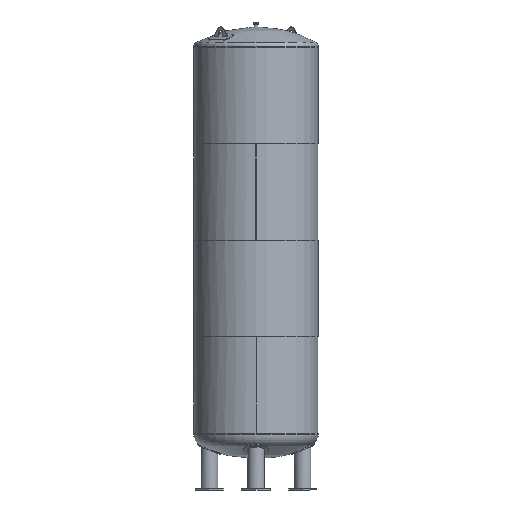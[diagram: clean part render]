
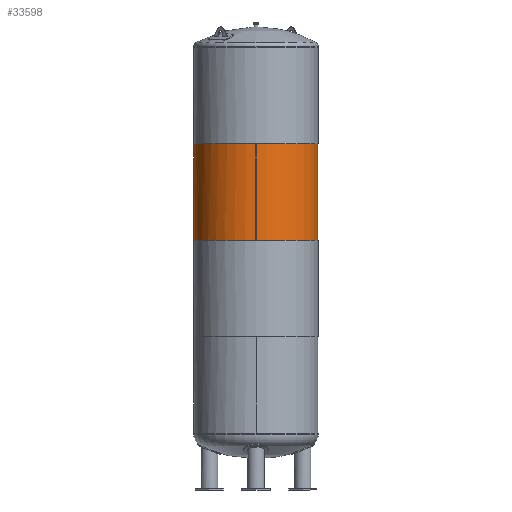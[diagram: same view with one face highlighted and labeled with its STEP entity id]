
A CAD part, front view. The second image highlights one B-rep face of the part: STEP entity #33598.
In plain terms, the highlighted cylindrical face has radius 1000 mm (diameter 2000 mm), a full revolution.
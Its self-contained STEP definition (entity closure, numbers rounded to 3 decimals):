
#1527=CARTESIAN_POINT('',(1000.,-0.01,3100.0));
#1528=VERTEX_POINT('',#1527);
#1535=CARTESIAN_POINT('',(0.01,-1000.,3100.0));
#1536=VERTEX_POINT('',#1535);
#1537=CARTESIAN_POINT('',(0.,0.,3100.0));
#1538=DIRECTION('',(0.,0.,-1.0));
#1539=DIRECTION('',(1.,0.,0.));
#1540=AXIS2_PLACEMENT_3D('',#1537,#1538,#1539);
#1541=CIRCLE('',#1540,1000.);
#1542=EDGE_CURVE('',#1528,#1536,#1541,.T.);
#1544=CARTESIAN_POINT('',(0.,-1000.0,3100.0));
#1545=VERTEX_POINT('',#1544);
#1553=CARTESIAN_POINT('',(1000.,0.,3100.0));
#1554=VERTEX_POINT('',#1553);
#1555=CARTESIAN_POINT('',(0.,0.,3100.0));
#1556=DIRECTION('',(0.,0.,-1.0));
#1557=DIRECTION('',(1.,0.,0.));
#1558=AXIS2_PLACEMENT_3D('',#1555,#1556,#1557);
#1559=CIRCLE('',#1558,1000.);
#1560=EDGE_CURVE('',#1545,#1554,#1559,.T.);
#2130=CARTESIAN_POINT('',(-762.018,647.555,4650.0));
#2131=VERTEX_POINT('',#2130);
#2132=CARTESIAN_POINT('',(-740.906,671.609,4640.));
#2133=VERTEX_POINT('',#2132);
#2134=CARTESIAN_POINT('',(-762.018,647.555,4650.));
#2135=CARTESIAN_POINT('',(-761.873,647.726,4649.845));
#2136=CARTESIAN_POINT('',(-761.728,647.897,4649.692));
#2137=CARTESIAN_POINT('',(-759.592,650.407,4647.482));
#2138=CARTESIAN_POINT('',(-757.431,652.924,4645.7));
#2139=CARTESIAN_POINT('',(-752.896,658.148,4642.839));
#2140=CARTESIAN_POINT('',(-750.518,660.86,4641.757));
#2141=CARTESIAN_POINT('',(-745.707,666.284,4640.337));
#2142=CARTESIAN_POINT('',(-743.273,668.998,4640.));
#2143=CARTESIAN_POINT('',(-740.906,671.609,4640.));
#2144=B_SPLINE_CURVE_WITH_KNOTS('',3,(#2134,#2135,#2136,#2137,#2138,#2139,#2140,#2141,#2142,#2143),.UNSPECIFIED.,.F.,.U.,(4,2,2,2,4),(22.089,22.167,23.224,24.282,25.339),.UNSPECIFIED.);
#2145=EDGE_CURVE('',#2131,#2133,#2144,.T.);
#2231=CARTESIAN_POINT('',(-671.609,740.906,4640.));
#2232=VERTEX_POINT('',#2231);
#2233=CARTESIAN_POINT('',(0.,0.,4640.));
#2234=DIRECTION('',(0.,0.,-1.0));
#2235=DIRECTION('',(0.,-1.,0.));
#2236=AXIS2_PLACEMENT_3D('',#2233,#2234,#2235);
#2237=CIRCLE('',#2236,1000.);
#2238=EDGE_CURVE('',#2133,#2232,#2237,.T.);
#2264=CARTESIAN_POINT('',(-647.555,762.018,4650.0));
#2265=VERTEX_POINT('',#2264);
#2281=CARTESIAN_POINT('',(-671.609,740.906,4640.));
#2282=CARTESIAN_POINT('',(-668.998,743.273,4640.));
#2283=CARTESIAN_POINT('',(-666.284,745.707,4640.337));
#2284=CARTESIAN_POINT('',(-660.86,750.518,4641.757));
#2285=CARTESIAN_POINT('',(-658.148,752.896,4642.839));
#2286=CARTESIAN_POINT('',(-652.924,757.431,4645.7));
#2287=CARTESIAN_POINT('',(-650.407,759.592,4647.482));
#2288=CARTESIAN_POINT('',(-647.897,761.728,4649.692));
#2289=CARTESIAN_POINT('',(-647.726,761.873,4649.845));
#2290=CARTESIAN_POINT('',(-647.555,762.018,4650.));
#2291=B_SPLINE_CURVE_WITH_KNOTS('',3,(#2281,#2282,#2283,#2284,#2285,#2286,#2287,#2288,#2289,#2290),.UNSPECIFIED.,.F.,.U.,(4,2,2,2,4),(25.329,26.387,27.444,28.502,28.58),.UNSPECIFIED.);
#2292=EDGE_CURVE('',#2232,#2265,#2291,.T.);
#2366=CARTESIAN_POINT('',(0.,-1000.0,4650.0));
#2367=VERTEX_POINT('',#2366);
#2368=CARTESIAN_POINT('',(0.,0.,4650.0));
#2369=DIRECTION('',(0.,0.,-1.0));
#2370=DIRECTION('',(0.,-1.,0.));
#2371=AXIS2_PLACEMENT_3D('',#2368,#2369,#2370);
#2372=CIRCLE('',#2371,1000.);
#2373=EDGE_CURVE('',#2367,#2131,#2372,.T.);
#2375=CARTESIAN_POINT('',(0.01,-1000.,4650.0));
#2376=VERTEX_POINT('',#2375);
#2384=CARTESIAN_POINT('',(1000.,-0.01,4650.0));
#2385=VERTEX_POINT('',#2384);
#2386=CARTESIAN_POINT('',(0.,0.,4650.0));
#2387=DIRECTION('',(0.,0.,-1.0));
#2388=DIRECTION('',(0.,-1.,0.));
#2389=AXIS2_PLACEMENT_3D('',#2386,#2387,#2388);
#2390=CIRCLE('',#2389,1000.);
#2391=EDGE_CURVE('',#2385,#2376,#2390,.T.);
#2419=CARTESIAN_POINT('',(1000.,0.,4650.0));
#2420=VERTEX_POINT('',#2419);
#2427=CARTESIAN_POINT('',(0.,0.,4650.0));
#2428=DIRECTION('',(0.,0.,-1.0));
#2429=DIRECTION('',(0.,-1.,0.));
#2430=AXIS2_PLACEMENT_3D('',#2427,#2428,#2429);
#2431=CIRCLE('',#2430,1000.);
#2432=EDGE_CURVE('',#2265,#2420,#2431,.T.);
#33539=CARTESIAN_POINT('',(0.,-1000.0,3100.0));
#33540=DIRECTION('',(0.0,0.0,1.0));
#33541=VECTOR('',#33540,1550.0);
#33542=LINE('',#33539,#33541);
#33543=EDGE_CURVE('',#1545,#2367,#33542,.T.);
#33562=CARTESIAN_POINT('',(0.,0.,3100.0));
#33563=DIRECTION('',(0.,0.,1.0));
#33564=DIRECTION('',(0.,-1.,0.));
#33565=AXIS2_PLACEMENT_3D('',#33562,#33563,#33564);
#33566=CYLINDRICAL_SURFACE('',#33565,1000.);
#33567=ORIENTED_EDGE('',*,*,#2292,.T.);
#33568=ORIENTED_EDGE('',*,*,#2432,.T.);
#33569=CARTESIAN_POINT('',(0.,0.,4650.0));
#33570=DIRECTION('',(0.,0.,-1.0));
#33571=DIRECTION('',(0.,-1.,0.));
#33572=AXIS2_PLACEMENT_3D('',#33569,#33570,#33571);
#33573=CIRCLE('',#33572,1000.);
#33574=EDGE_CURVE('',#2420,#2385,#33573,.T.);
#33575=ORIENTED_EDGE('',*,*,#33574,.T.);
#33576=ORIENTED_EDGE('',*,*,#2391,.T.);
#33577=CARTESIAN_POINT('',(0.01,-1000.,3100.0));
#33578=DIRECTION('',(0.0,0.0,1.0));
#33579=VECTOR('',#33578,1550.0);
#33580=LINE('',#33577,#33579);
#33581=EDGE_CURVE('',#1536,#2376,#33580,.T.);
#33582=ORIENTED_EDGE('',*,*,#33581,.F.);
#33583=ORIENTED_EDGE('',*,*,#1542,.F.);
#33584=CARTESIAN_POINT('',(0.,0.,3100.0));
#33585=DIRECTION('',(0.,0.,1.0));
#33586=DIRECTION('',(0.,-1.,0.));
#33587=AXIS2_PLACEMENT_3D('',#33584,#33585,#33586);
#33588=CIRCLE('',#33587,1000.);
#33589=EDGE_CURVE('',#1528,#1554,#33588,.T.);
#33590=ORIENTED_EDGE('',*,*,#33589,.T.);
#33591=ORIENTED_EDGE('',*,*,#1560,.F.);
#33592=ORIENTED_EDGE('',*,*,#33543,.T.);
#33593=ORIENTED_EDGE('',*,*,#2373,.T.);
#33594=ORIENTED_EDGE('',*,*,#2145,.T.);
#33595=ORIENTED_EDGE('',*,*,#2238,.T.);
#33596=EDGE_LOOP('',(#33567,#33568,#33575,#33576,#33582,#33583,#33590,#33591,#33592,#33593,#33594,#33595));
#33597=FACE_OUTER_BOUND('',#33596,.T.);
#33598=ADVANCED_FACE('',(#33597),#33566,.T.);
